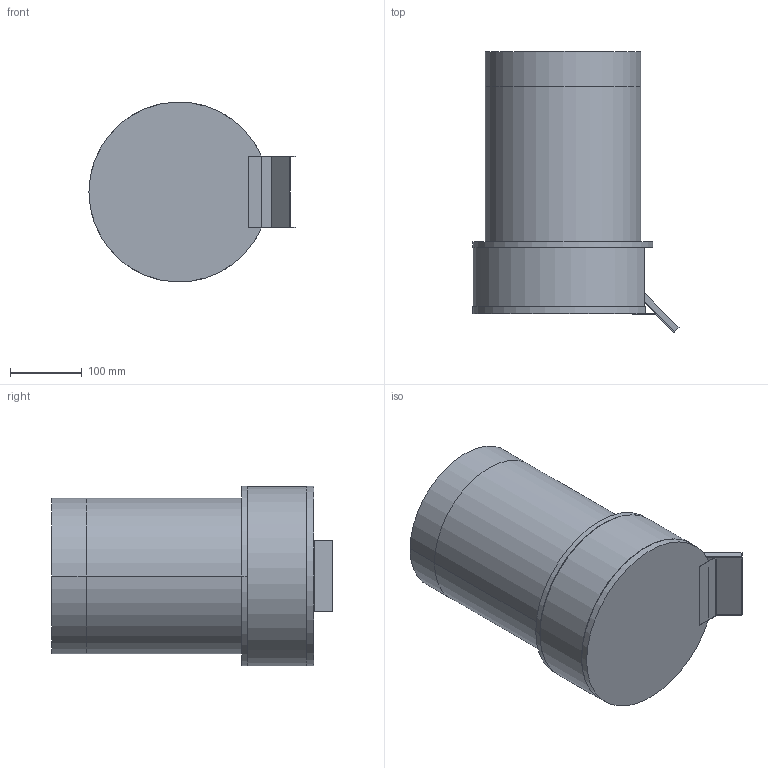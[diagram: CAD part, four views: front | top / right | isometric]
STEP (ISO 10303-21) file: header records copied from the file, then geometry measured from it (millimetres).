
FILE_DESCRIPTION((''),'2;1');
FILE_NAME('ASM0001_ASM','2019-05-06T',('BoMiZo'),(''),'PRO/ENGINEER BY PARAMETRIC TECHNOLOGY CORPORATION, 2010480','PRO/ENGINEER BY PARAMETRIC TECHNOLOGY CORPORATION, 2010480','');
FILE_SCHEMA(('CONFIG_CONTROL_DESIGN'));
Length unit declared in the file: millimetre
Products named in the file (16): BOTTLE; BASE; HOUSING; ZAHNRADROTATE_0_2MMTOLERANCE; SOCKET; STEPPER; STIRNZAHNRAD1; CONNECTER; MIDDLE; BOTTOM; GUIDE; SUPPORT; COVER; TOP; LEG; ASM0001_ASM
Assembly tree (18 placements, depth 2):
  ASM0001_ASM
    BOTTLE
    BASE  x2
    HOUSING
    ZAHNRADROTATE_0_2MMTOLERANCE
    SOCKET
    STEPPER
    STIRNZAHNRAD1
    CONNECTER
    MIDDLE
    BOTTOM
    GUIDE
    SUPPORT
    COVER
    TOP
    LEG  x3
Bounding box: 286.24 x 390.17 x 250 mm (x, y, z)
Volume: 6192459.1 mm3; surface area: 1218292.8 mm2
Topology: 25 solids, 25 shells, 1619 faces, 4363 edges, 2832 vertices
Faces by surface type: cylinder 739, plane 478, cone 316, torus 74, bspline 12
Entity records: 48641 total; most frequent: CARTESIAN_POINT 10384, DIRECTION 8280, ORIENTED_EDGE 7934, EDGE_CURVE 3967, AXIS2_PLACEMENT_3D 3233, VERTEX_POINT 2568, VECTOR 1814, LINE 1814
